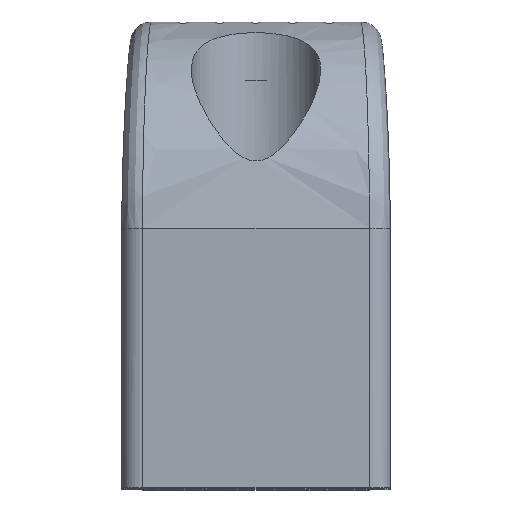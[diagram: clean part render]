
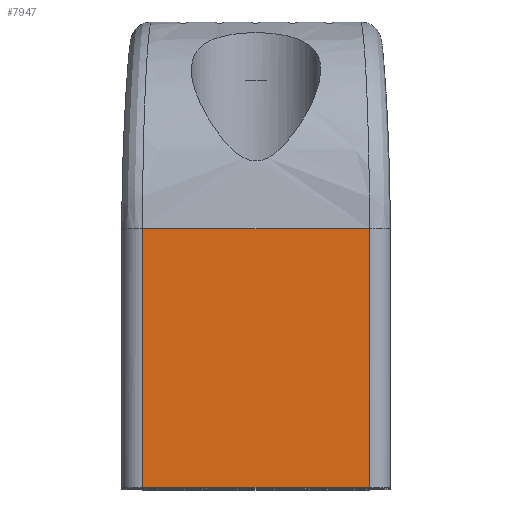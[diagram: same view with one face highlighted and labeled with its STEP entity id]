
A CAD part, top view. The second image highlights one B-rep face of the part: STEP entity #7947.
In plain terms, the highlighted planar face has unit normal (0, 0, 1).
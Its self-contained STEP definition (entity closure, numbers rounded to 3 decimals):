
#95 = CARTESIAN_POINT ( 'NONE',  ( -10.95, 25., 110.2 ) ) ;
#172 = CARTESIAN_POINT ( 'NONE',  ( 10.95, 0., 110.2 ) ) ;
#231 = CARTESIAN_POINT ( 'NONE',  ( 10.95, 0., 110.2 ) ) ;
#443 = DIRECTION ( 'NONE',  ( 0., -1., 0. ) ) ;
#803 = FACE_OUTER_BOUND ( 'NONE', #4557, .T. ) ;
#1105 = B_SPLINE_CURVE_WITH_KNOTS ( 'NONE', 3,
 ( #5207, #1168, #4459, #3601 ),
 .UNSPECIFIED., .F., .F.,
 ( 4, 4 ),
 ( 0.077, 0.923 ),
 .UNSPECIFIED. ) ;
#1168 = CARTESIAN_POINT ( 'NONE',  ( 3.65, 25., 110.2 ) ) ;
#1240 = CARTESIAN_POINT ( 'NONE',  ( -10.95, 0., 110.2 ) ) ;
#1546 = PLANE ( 'NONE',  #8393 ) ;
#1586 = ORIENTED_EDGE ( 'NONE', *, *, #6872, .T. ) ;
#1642 = VECTOR ( 'NONE', #9782, 1000. ) ;
#1767 = CARTESIAN_POINT ( 'NONE',  ( -3.65, 0., 110.2 ) ) ;
#1813 = CARTESIAN_POINT ( 'NONE',  ( 10.95, 25., 110.2 ) ) ;
#1918 = CARTESIAN_POINT ( 'NONE',  ( -10.95, 0., 110.2 ) ) ;
#2111 = ORIENTED_EDGE ( 'NONE', *, *, #4360, .T. ) ;
#2233 = CARTESIAN_POINT ( 'NONE',  ( 0., 0., 110.2 ) ) ;
#2459 = EDGE_CURVE ( 'NONE', #7373, #6990, #6736, .T. ) ;
#3355 = CARTESIAN_POINT ( 'NONE',  ( 3.65, 0., 110.2 ) ) ;
#3601 = CARTESIAN_POINT ( 'NONE',  ( -10.95, 25., 110.2 ) ) ;
#4360 = EDGE_CURVE ( 'NONE', #8905, #6495, #1105, .T. ) ;
#4459 = CARTESIAN_POINT ( 'NONE',  ( -3.65, 25., 110.2 ) ) ;
#4557 = EDGE_LOOP ( 'NONE', ( #2111, #9847, #6311, #1586 ) ) ;
#5034 = EDGE_CURVE ( 'NONE', #6495, #6990, #8441, .T. ) ;
#5157 = VECTOR ( 'NONE', #443, 1000. ) ;
#5207 = CARTESIAN_POINT ( 'NONE',  ( 10.95, 25., 110.2 ) ) ;
#5587 = DIRECTION ( 'NONE',  ( -1., 0., 0. ) ) ;
#5715 = LINE ( 'NONE', #9832, #1642 ) ;
#5864 = CARTESIAN_POINT ( 'NONE',  ( -10.95, 0., 110.2 ) ) ;
#6311 = ORIENTED_EDGE ( 'NONE', *, *, #2459, .F. ) ;
#6495 = VERTEX_POINT ( 'NONE', #95 ) ;
#6736 = B_SPLINE_CURVE_WITH_KNOTS ( 'NONE', 3,
 ( #172, #3355, #1767, #1918 ),
 .UNSPECIFIED., .F., .F.,
 ( 4, 4 ),
 ( 0.077, 0.923 ),
 .UNSPECIFIED. ) ;
#6872 = EDGE_CURVE ( 'NONE', #7373, #8905, #5715, .T. ) ;
#6990 = VERTEX_POINT ( 'NONE', #5864 ) ;
#7373 = VERTEX_POINT ( 'NONE', #231 ) ;
#7947 = ADVANCED_FACE ( 'NONE', ( #803 ), #1546, .T. ) ;
#8393 = AXIS2_PLACEMENT_3D ( 'NONE', #2233, #8802, #5587 ) ;
#8441 = LINE ( 'NONE', #1240, #5157 ) ;
#8802 = DIRECTION ( 'NONE',  ( 0., 0., 1. ) ) ;
#8905 = VERTEX_POINT ( 'NONE', #1813 ) ;
#9782 = DIRECTION ( 'NONE',  ( 0., 1., 0. ) ) ;
#9832 = CARTESIAN_POINT ( 'NONE',  ( 10.95, 0., 110.2 ) ) ;
#9847 = ORIENTED_EDGE ( 'NONE', *, *, #5034, .T. ) ;
